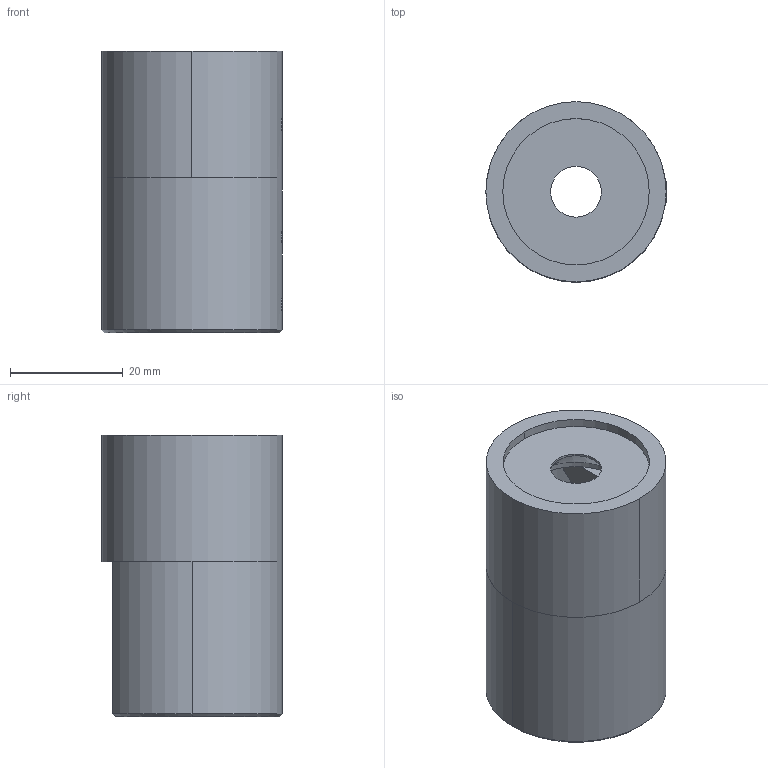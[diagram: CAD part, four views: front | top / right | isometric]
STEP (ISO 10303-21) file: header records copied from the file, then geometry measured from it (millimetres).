
FILE_DESCRIPTION (( 'STEP AP203' ), '1' );
FILE_NAME ('A14_0783-000.STEP', '2019-06-03T06:45:00', ( '' ), ( '' ), 'SwSTEP 2.0', 'SolidWorks 2013', '' );
FILE_SCHEMA (( 'CONFIG_CONTROL_DESIGN' ));
Length unit declared in the file: millimetre
Products named in the file (5): A14_0783-000; SKRUTKA DIN 913_SKRUTKA M 5X 8; DIN 914_SKRUTKA M 5X 5; A14_0783-000.P1; A14_0783-000.P2
Assembly tree (5 placements, depth 2):
  A14_0783-000
    A14_0783-000.P1
    A14_0783-000.P2
    SKRUTKA DIN 913_SKRUTKA M 5X 8  x2
    DIN 914_SKRUTKA M 5X 5
Bounding box: 32 x 32 x 50 mm (x, y, z)
Volume: 24279.8 mm3; surface area: 13026.7 mm2
Topology: 5 solids, 5 shells, 98 faces, 228 edges, 144 vertices
Faces by surface type: plane 39, cylinder 36, cone 23
Entity records: 3159 total; most frequent: CARTESIAN_POINT 651, DIRECTION 434, ORIENTED_EDGE 392, EDGE_CURVE 196, AXIS2_PLACEMENT_3D 165, VERTEX_POINT 124, VECTOR 104, LINE 104
